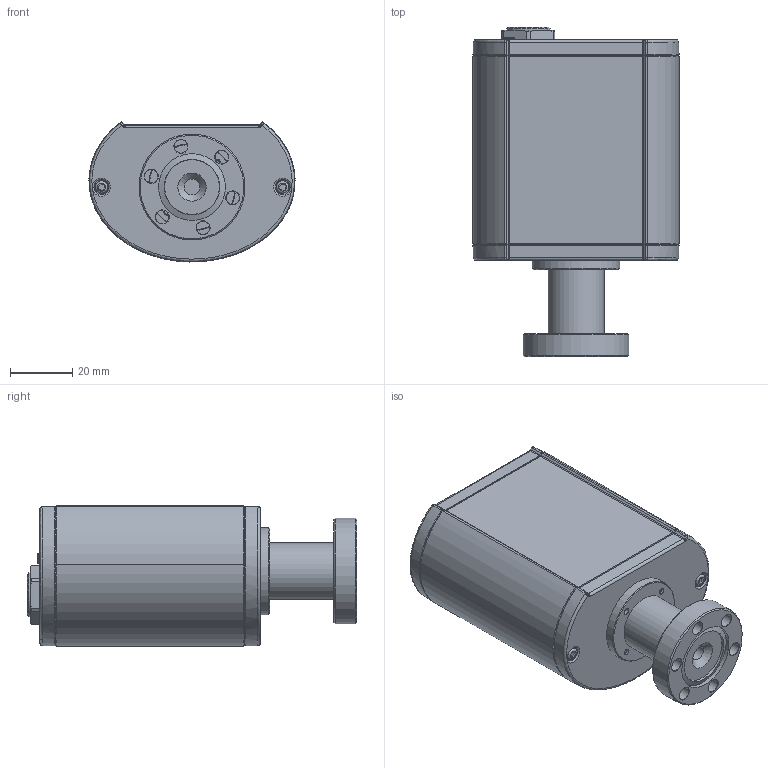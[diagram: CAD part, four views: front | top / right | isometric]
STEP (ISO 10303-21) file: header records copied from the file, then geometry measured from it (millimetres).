
FILE_DESCRIPTION((''),'2;1');
FILE_NAME('PT900002.stp','2013-09-25T14:34:38',('marxmankel'),(''),'Autodesk Inventor 2013','Autodesk Inventor 2013','');
FILE_SCHEMA(('AUTOMOTIVE_DESIGN { 1 0 10303 214 1 1 1 1 }'));
Length unit declared in the file: millimetre
Products named in the file (1): PT900002
Bounding box: 66 x 105.4 x 44.83 mm (x, y, z)
Surface area: 29507.8 mm2 (no closed solid volume)
Topology: 0 solids, 18 shells, 228 faces, 998 edges, 787 vertices
Faces by surface type: plane 84, cylinder 64, bspline 35, cone 29, torus 16
Full cylindrical faces by diameter (mm): 1.1 x5, 2.05 x4, 2.54 x1, 3.175 x1, 4.3 x6, 4.5 x1, 5 x2, 8 x1, 11 x1, 12 x1, 14 x1, 18.2 x1, 21.36 x1, 28 x1, 34 x1
Entity records: 13942 total; most frequent: CARTESIAN_POINT 5818, DIRECTION 1710, ORIENTED_EDGE 1316, EDGE_CURVE 909, VERTEX_POINT 768, AXIS2_PLACEMENT_3D 672, CIRCLE 441, VECTOR 366
